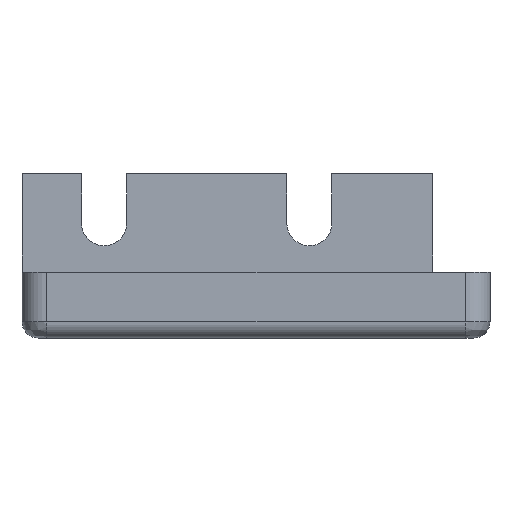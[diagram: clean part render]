
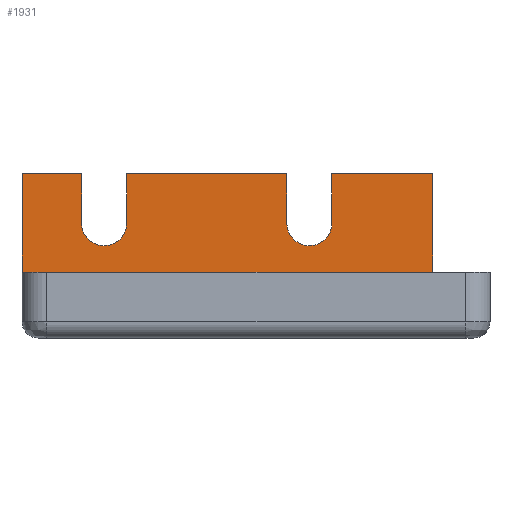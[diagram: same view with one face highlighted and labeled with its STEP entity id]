
A CAD part, front view. The second image highlights one B-rep face of the part: STEP entity #1931.
In plain terms, the highlighted planar face has unit normal (0, -1, 0).
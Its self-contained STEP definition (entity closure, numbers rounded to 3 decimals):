
#1313=CARTESIAN_POINT('',(-12.25,0.,7.5));
#1314=VERTEX_POINT('',#1313);
#1321=CARTESIAN_POINT('',(0.0,0.0,7.5));
#1322=VERTEX_POINT('',#1321);
#1323=CARTESIAN_POINT('',(0.0,0.0,7.5));
#1324=DIRECTION('',(-1.0,0.0,0.0));
#1325=VECTOR('',#1324,12.25);
#1326=LINE('',#1323,#1325);
#1327=EDGE_CURVE('',#1322,#1314,#1326,.T.);
#1739=CARTESIAN_POINT('',(-42.75,0.,1.5));
#1740=VERTEX_POINT('',#1739);
#1741=CARTESIAN_POINT('',(-42.75,0.,7.5));
#1742=VERTEX_POINT('',#1741);
#1743=CARTESIAN_POINT('',(-42.75,0.,1.5));
#1744=DIRECTION('',(0.0,0.0,1.0));
#1745=VECTOR('',#1744,6.);
#1746=LINE('',#1743,#1745);
#1747=EDGE_CURVE('',#1740,#1742,#1746,.T.);
#1779=CARTESIAN_POINT('',(-37.25,0.,7.5));
#1780=VERTEX_POINT('',#1779);
#1781=CARTESIAN_POINT('',(-37.25,0.,1.5));
#1782=VERTEX_POINT('',#1781);
#1783=CARTESIAN_POINT('',(-37.25,0.,7.5));
#1784=DIRECTION('',(0.0,0.0,-1.0));
#1785=VECTOR('',#1784,6.);
#1786=LINE('',#1783,#1785);
#1787=EDGE_CURVE('',#1780,#1782,#1786,.T.);
#1819=CARTESIAN_POINT('',(-12.25,0.,1.5));
#1820=VERTEX_POINT('',#1819);
#1821=CARTESIAN_POINT('',(-12.25,0.,7.5));
#1822=DIRECTION('',(0.0,0.0,-1.0));
#1823=VECTOR('',#1822,6.);
#1824=LINE('',#1821,#1823);
#1825=EDGE_CURVE('',#1314,#1820,#1824,.T.);
#1843=CARTESIAN_POINT('',(-17.75,0.,1.5));
#1844=VERTEX_POINT('',#1843);
#1845=CARTESIAN_POINT('',(-17.75,0.,7.5));
#1846=VERTEX_POINT('',#1845);
#1847=CARTESIAN_POINT('',(-17.75,0.,1.5));
#1848=DIRECTION('',(0.0,0.0,1.0));
#1849=VECTOR('',#1848,6.);
#1850=LINE('',#1847,#1849);
#1851=EDGE_CURVE('',#1844,#1846,#1850,.T.);
#1869=CARTESIAN_POINT('',(0.0,0.0,0.0));
#1870=DIRECTION('',(0.0,-1.0,0.0));
#1871=DIRECTION('',(0.0,0.0,-1.0));
#1872=AXIS2_PLACEMENT_3D('',#1869,#1870,#1871);
#1873=PLANE('',#1872);
#1874=ORIENTED_EDGE('',*,*,#1747,.T.);
#1875=CARTESIAN_POINT('',(-50.0,0.,7.5));
#1876=VERTEX_POINT('',#1875);
#1877=CARTESIAN_POINT('',(-42.75,0.,7.5));
#1878=DIRECTION('',(-1.0,0.0,0.0));
#1879=VECTOR('',#1878,7.25);
#1880=LINE('',#1877,#1879);
#1881=EDGE_CURVE('',#1742,#1876,#1880,.T.);
#1882=ORIENTED_EDGE('',*,*,#1881,.T.);
#1883=CARTESIAN_POINT('',(-50.0,0.,-7.5));
#1884=VERTEX_POINT('',#1883);
#1885=CARTESIAN_POINT('',(-50.0,0.,7.5));
#1886=DIRECTION('',(0.0,0.0,-1.0));
#1887=VECTOR('',#1886,15.0);
#1888=LINE('',#1885,#1887);
#1889=EDGE_CURVE('',#1876,#1884,#1888,.T.);
#1890=ORIENTED_EDGE('',*,*,#1889,.T.);
#1891=CARTESIAN_POINT('',(0.0,0.0,-7.5));
#1892=VERTEX_POINT('',#1891);
#1893=CARTESIAN_POINT('',(-50.0,0.,-7.5));
#1894=DIRECTION('',(1.0,0.0,0.0));
#1895=VECTOR('',#1894,50.0);
#1896=LINE('',#1893,#1895);
#1897=EDGE_CURVE('',#1884,#1892,#1896,.T.);
#1898=ORIENTED_EDGE('',*,*,#1897,.T.);
#1899=CARTESIAN_POINT('',(0.0,0.0,-7.5));
#1900=DIRECTION('',(0.0,0.0,1.0));
#1901=VECTOR('',#1900,15.0);
#1902=LINE('',#1899,#1901);
#1903=EDGE_CURVE('',#1892,#1322,#1902,.T.);
#1904=ORIENTED_EDGE('',*,*,#1903,.T.);
#1905=ORIENTED_EDGE('',*,*,#1327,.T.);
#1906=ORIENTED_EDGE('',*,*,#1825,.T.);
#1907=CARTESIAN_POINT('',(-15.0,0.,1.5));
#1908=DIRECTION('',(0.0,1.0,0.0));
#1909=DIRECTION('',(-1.0,0.0,0.0));
#1910=AXIS2_PLACEMENT_3D('',#1907,#1908,#1909);
#1911=CIRCLE('',#1910,2.75);
#1912=EDGE_CURVE('',#1820,#1844,#1911,.T.);
#1913=ORIENTED_EDGE('',*,*,#1912,.T.);
#1914=ORIENTED_EDGE('',*,*,#1851,.T.);
#1915=CARTESIAN_POINT('',(-17.75,0.,7.5));
#1916=DIRECTION('',(-1.0,0.0,0.0));
#1917=VECTOR('',#1916,19.5);
#1918=LINE('',#1915,#1917);
#1919=EDGE_CURVE('',#1846,#1780,#1918,.T.);
#1920=ORIENTED_EDGE('',*,*,#1919,.T.);
#1921=ORIENTED_EDGE('',*,*,#1787,.T.);
#1922=CARTESIAN_POINT('',(-40.0,0.,1.5));
#1923=DIRECTION('',(0.0,1.0,0.0));
#1924=DIRECTION('',(-1.0,0.0,0.0));
#1925=AXIS2_PLACEMENT_3D('',#1922,#1923,#1924);
#1926=CIRCLE('',#1925,2.75);
#1927=EDGE_CURVE('',#1782,#1740,#1926,.T.);
#1928=ORIENTED_EDGE('',*,*,#1927,.T.);
#1929=EDGE_LOOP('',(#1874,#1882,#1890,#1898,#1904,#1905,#1906,#1913,#1914,#1920,#1921,#1928));
#1930=FACE_OUTER_BOUND('',#1929,.T.);
#1931=ADVANCED_FACE('',(#1930),#1873,.T.);
